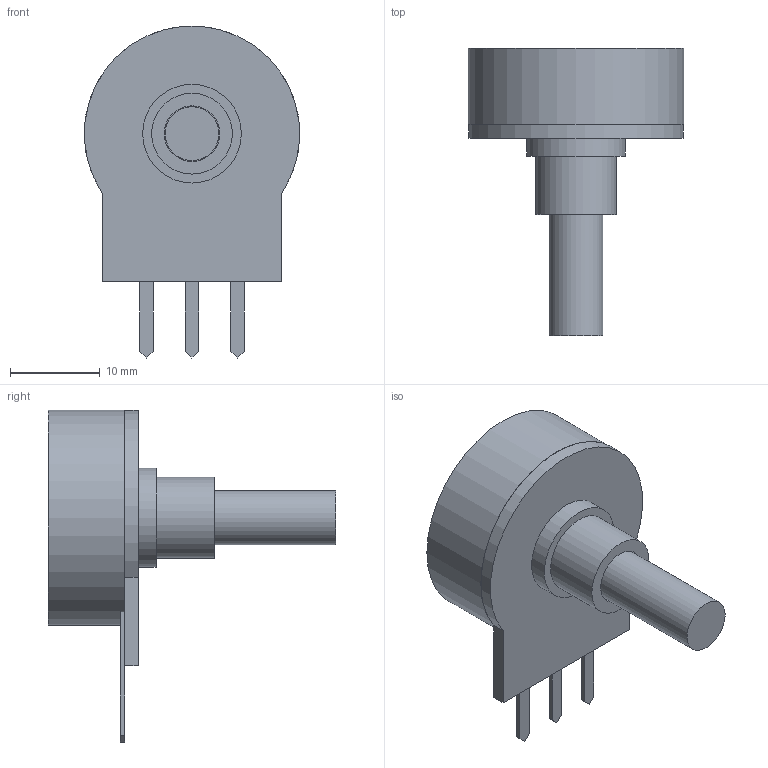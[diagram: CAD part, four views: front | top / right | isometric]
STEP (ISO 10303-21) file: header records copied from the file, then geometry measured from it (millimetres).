
FILE_DESCRIPTION(('FreeCAD Model'),'2;1');
FILE_NAME('Poti_6mm_Mono.step','2021-02-22T09:20:20',('Author'),(''), 'Open CASCADE STEP processor 7.3','FreeCAD','Unknown');
FILE_SCHEMA(('AUTOMOTIVE_DESIGN { 1 0 10303 214 1 1 1 1 }'));
Length unit declared in the file: millimetre
Products named in the file (1): Poti_6mm_Mono
Bounding box: 24 x 32 x 37 mm (x, y, z)
Volume: 5708.5 mm3; surface area: 4030.5 mm2
Topology: 7 solids, 7 shells, 39 faces, 72 edges, 48 vertices
Faces by surface type: plane 33, cylinder 6
Full cylindrical faces by diameter (mm): 6 x1, 6.2 x1, 9 x1, 11 x1, 24 x1
Entity records: 2182 total; most frequent: CARTESIAN_POINT 332, DIRECTION 300, LINE 188, VECTOR 188, ORIENTED_EDGE 144, PCURVE 144, DEFINITIONAL_REPRESENTATION 144, EDGE_CURVE 72
